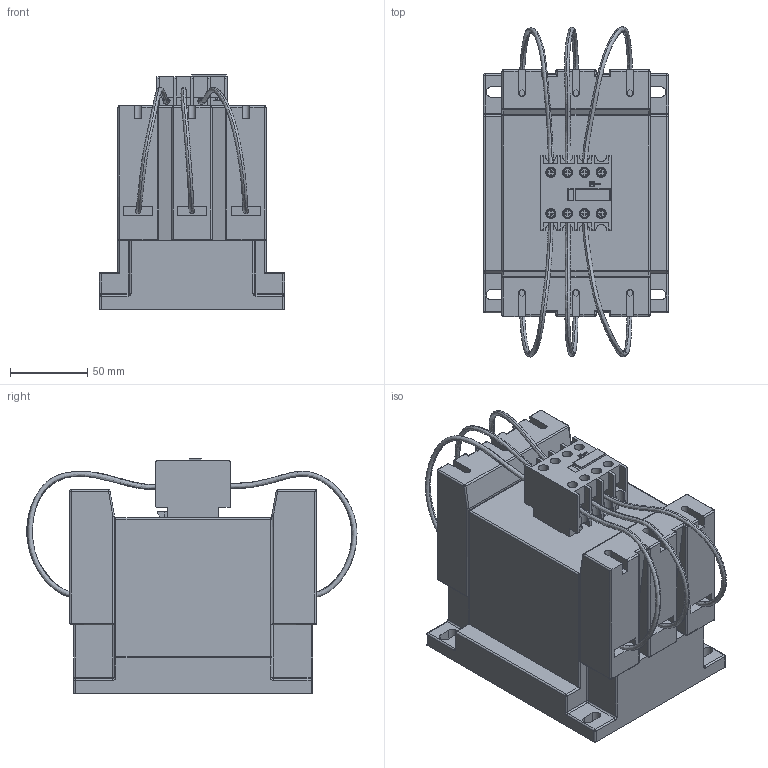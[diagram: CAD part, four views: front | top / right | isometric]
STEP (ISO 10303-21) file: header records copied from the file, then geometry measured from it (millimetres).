
FILE_DESCRIPTION (( 'STEP AP203' ), '1' );
FILE_NAME ('Êîíòàêòîð ÊÌÝÊ 50ÊÂàð 400Â 2NO+1NC (ctrk-s-110-50-400).STEP', '2018-10-19T05:46:11', ( '' ), ( '' ), 'SwSTEP 2.0', 'SolidWorks 2017', '' );
FILE_SCHEMA (( 'CONFIG_CONTROL_DESIGN' ));
Length unit declared in the file: millimetre
Products named in the file (4): ﾎ魵瑙韃; Ïðèñòàâêà êîíòàêòîðíàÿ ÏÊÝ-04; 砎鍒鍱膻膱; Êîíòàêòîð ÊÌÝÊ 50ÊÂàð 400Â 2NO+1NC (ctrk-s-110-50-400)
Assembly tree (3 placements, depth 2):
  Êîíòàêòîð ÊÌÝÊ 50ÊÂàð 400Â 2NO+1NC (ctrk-s-110-50-400)
    ﾎ魵瑙韃
    Ïðèñòàâêà êîíòàêòîðíàÿ ÏÊÝ-04
    砎鍒鍱膻膱
Bounding box: 120 x 214.02 x 152.2 mm (x, y, z)
Volume: 1885903.4 mm3; surface area: 185583.1 mm2
Topology: 11 solids, 11 shells, 974 faces, 2633 edges, 1664 vertices
Faces by surface type: plane 652, cylinder 207, bspline 83, torus 32
Entity records: 34477 total; most frequent: CARTESIAN_POINT 10106, ORIENTED_EDGE 5176, DIRECTION 4719, EDGE_CURVE 2588, VECTOR 1933, LINE 1933, VERTEX_POINT 1664, AXIS2_PLACEMENT_3D 1393
